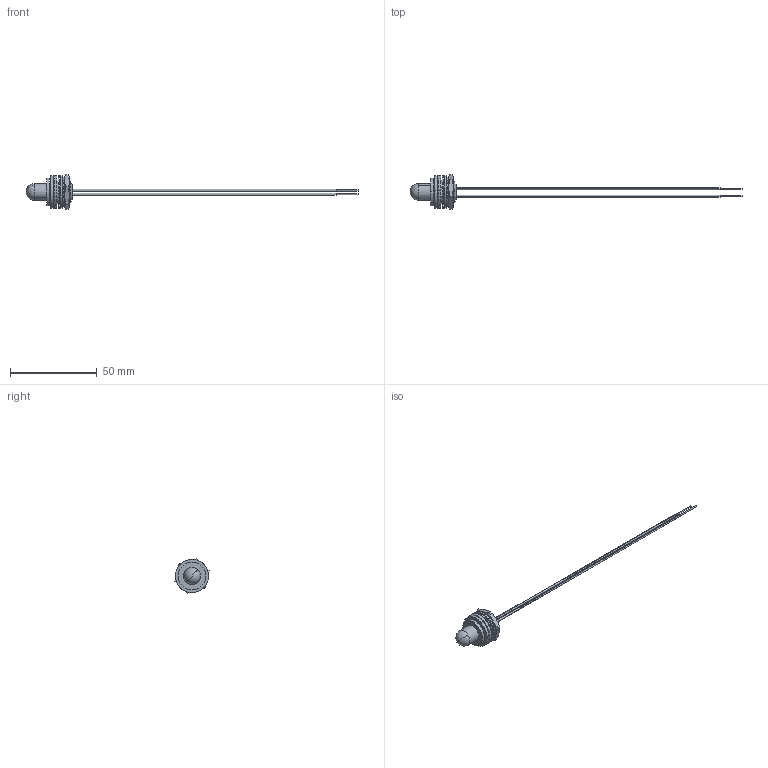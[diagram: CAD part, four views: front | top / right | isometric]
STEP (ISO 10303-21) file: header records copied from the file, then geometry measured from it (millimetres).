
FILE_DESCRIPTION (( 'STEP AP203' ), '1' );
FILE_NAME ('1732-R48-CR.STEP', '2020-05-08T20:38:19', ( '' ), ( '' ), 'SwSTEP 2.0', 'SolidWorks 2018', '' );
FILE_SCHEMA (( 'CONFIG_CONTROL_DESIGN' ));
Length unit declared in the file: foot
Products named in the file (9): HN1732^1732-R48-CR; LW1732^1732-R48-CR; MB403-Cx; epoxy 1732; MW1732; 500565; WIRE UL1061 PB AWG 22_6"; 1732-R48-CR; NW1732
Assembly tree (11 placements, depth 2):
  1732-R48-CR
    500565
    MB403-Cx
    MW1732  x2
    NW1732  x2
    LW1732^1732-R48-CR
    HN1732^1732-R48-CR
    WIRE UL1061 PB AWG 22_6"  x2
    epoxy 1732
Bounding box: 191.67 x 19.68 x 19.97 mm (x, y, z)
Volume: 3134.5 mm3; surface area: 7556.2 mm2
Topology: 13 solids, 13 shells, 370 faces, 808 edges, 466 vertices
Faces by surface type: plane 242, cone 52, cylinder 51, sphere 20, bspline 3, torus 2
Entity records: 12416 total; most frequent: CARTESIAN_POINT 3804, DIRECTION 1629, ORIENTED_EDGE 1528, EDGE_CURVE 764, AXIS2_PLACEMENT_3D 603, VERTEX_POINT 438, LINE 423, VECTOR 423
